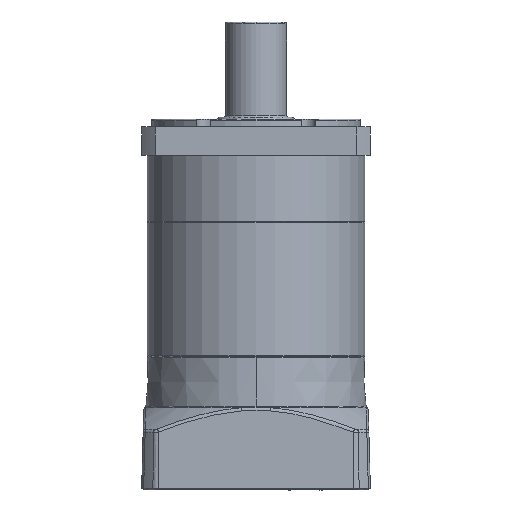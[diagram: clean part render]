
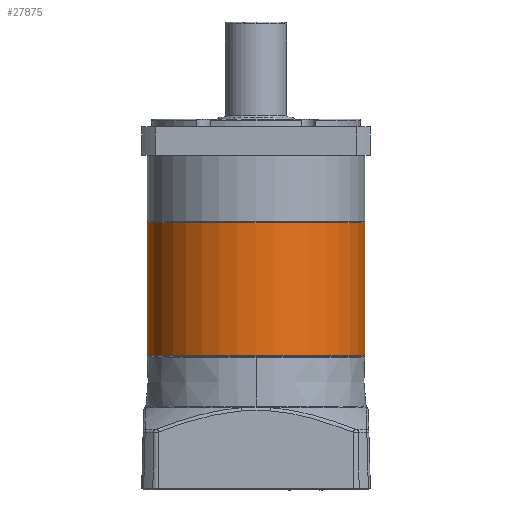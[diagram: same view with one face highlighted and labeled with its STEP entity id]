
A CAD part, front view. The second image highlights one B-rep face of the part: STEP entity #27875.
In plain terms, the highlighted cylindrical face has radius 57 mm (diameter 114 mm), a partial arc.
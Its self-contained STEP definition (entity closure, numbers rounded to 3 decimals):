
#276 = FACE_OUTER_BOUND ( 'NONE', #6980, .T. ) ;
#1153 = CIRCLE ( 'NONE', #26449, 57. ) ;
#2389 = DIRECTION ( 'NONE',  ( 0., 0., 1. ) ) ;
#2745 = CARTESIAN_POINT ( 'NONE',  ( 0., 0., 70.2 ) ) ;
#2894 = CYLINDRICAL_SURFACE ( 'NONE', #40105, 57. ) ;
#3758 = VECTOR ( 'NONE', #10063, 1000. ) ;
#4077 = CARTESIAN_POINT ( 'NONE',  ( -57., 0., 0.3 ) ) ;
#6323 = DIRECTION ( 'NONE',  ( -1., 0., 0. ) ) ;
#6889 = DIRECTION ( 'NONE',  ( 0., 0., -1. ) ) ;
#6980 = EDGE_LOOP ( 'NONE', ( #34605, #36340, #40606, #35039, #14020 ) ) ;
#9973 = CARTESIAN_POINT ( 'NONE',  ( 57., 0., 70.2 ) ) ;
#10063 = DIRECTION ( 'NONE',  ( 0., 0., -1. ) ) ;
#10760 = VERTEX_POINT ( 'NONE', #9973 ) ;
#11903 = CARTESIAN_POINT ( 'NONE',  ( 57., 0., 0.3 ) ) ;
#12038 = VECTOR ( 'NONE', #17386, 1000. ) ;
#14020 = ORIENTED_EDGE ( 'NONE', *, *, #44217, .T. ) ;
#14667 = VERTEX_POINT ( 'NONE', #33601 ) ;
#15538 = AXIS2_PLACEMENT_3D ( 'NONE', #2745, #27423, #6323 ) ;
#16964 = AXIS2_PLACEMENT_3D ( 'NONE', #28006, #6889, #31570 ) ;
#17225 = CIRCLE ( 'NONE', #15538, 57. ) ;
#17298 = LINE ( 'NONE', #20884, #12038 ) ;
#17386 = DIRECTION ( 'NONE',  ( 0., 0., -1. ) ) ;
#20884 = CARTESIAN_POINT ( 'NONE',  ( -57., 0., 70.5 ) ) ;
#21140 = DIRECTION ( 'NONE',  ( -1., 0., 0. ) ) ;
#21200 = DIRECTION ( 'NONE',  ( 0., 0., -1. ) ) ;
#21428 = CIRCLE ( 'NONE', #16964, 57. ) ;
#22263 = CARTESIAN_POINT ( 'NONE',  ( 0., 0., 70.5 ) ) ;
#22825 = CARTESIAN_POINT ( 'NONE',  ( -57., 0., 70.2 ) ) ;
#23516 = CARTESIAN_POINT ( 'NONE',  ( 0., 0., 0.3 ) ) ;
#26449 = AXIS2_PLACEMENT_3D ( 'NONE', #23516, #2389, #27078 ) ;
#26651 = VERTEX_POINT ( 'NONE', #4077 ) ;
#27078 = DIRECTION ( 'NONE',  ( -1., 0., 0. ) ) ;
#27423 = DIRECTION ( 'NONE',  ( 0., 0., -1. ) ) ;
#27875 = ADVANCED_FACE ( 'NONE', ( #276 ), #2894, .T. ) ;
#28006 = CARTESIAN_POINT ( 'NONE',  ( 0., 0., 70.2 ) ) ;
#31159 = CARTESIAN_POINT ( 'NONE',  ( 57., 0., 70.5 ) ) ;
#31570 = DIRECTION ( 'NONE',  ( -1., 0., 0. ) ) ;
#32152 = LINE ( 'NONE', #31159, #3758 ) ;
#33402 = EDGE_CURVE ( 'NONE', #10760, #42372, #32152, .T. ) ;
#33601 = CARTESIAN_POINT ( 'NONE',  ( 0., -57., 70.2 ) ) ;
#34605 = ORIENTED_EDGE ( 'NONE', *, *, #33402, .F. ) ;
#35039 = ORIENTED_EDGE ( 'NONE', *, *, #36479, .T. ) ;
#35850 = VERTEX_POINT ( 'NONE', #22825 ) ;
#36340 = ORIENTED_EDGE ( 'NONE', *, *, #41622, .T. ) ;
#36479 = EDGE_CURVE ( 'NONE', #35850, #26651, #17298, .T. ) ;
#40105 = AXIS2_PLACEMENT_3D ( 'NONE', #22263, #21200, #21140 ) ;
#40606 = ORIENTED_EDGE ( 'NONE', *, *, #43836, .T. ) ;
#41622 = EDGE_CURVE ( 'NONE', #10760, #14667, #21428, .T. ) ;
#42372 = VERTEX_POINT ( 'NONE', #11903 ) ;
#43836 = EDGE_CURVE ( 'NONE', #14667, #35850, #17225, .T. ) ;
#44217 = EDGE_CURVE ( 'NONE', #26651, #42372, #1153, .T. ) ;
